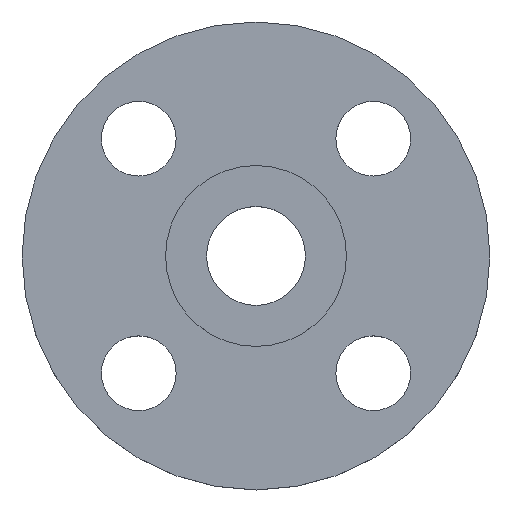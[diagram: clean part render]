
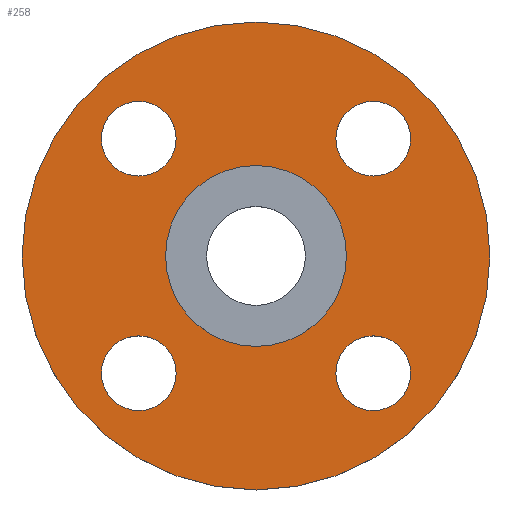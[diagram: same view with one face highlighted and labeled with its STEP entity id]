
A CAD part, top view. The second image highlights one B-rep face of the part: STEP entity #258.
In plain terms, the highlighted planar face has unit normal (0, 0, 1).
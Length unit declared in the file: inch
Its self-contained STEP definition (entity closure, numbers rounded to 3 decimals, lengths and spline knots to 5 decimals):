
#12 = EDGE_CURVE ( 'NONE', #342, #47, #181, .T. ) ;
#16 = CIRCLE ( 'NONE', #216, 0.31 ) ;
#19 = EDGE_CURVE ( 'NONE', #483, #454, #168, .T. ) ;
#23 = DIRECTION ( 'NONE',  ( 0., -1., 0. ) ) ;
#29 = DIRECTION ( 'NONE',  ( 0., 0., 1. ) ) ;
#33 = EDGE_CURVE ( 'NONE', #492, #395, #606, .T. ) ;
#47 = VERTEX_POINT ( 'NONE', #516 ) ;
#49 = EDGE_CURVE ( 'NONE', #402, #674, #687, .T. ) ;
#51 = CARTESIAN_POINT ( 'NONE',  ( 0., 0., -0.0625 ) ) ;
#52 = AXIS2_PLACEMENT_3D ( 'NONE', #122, #417, #663 ) ;
#57 = PLANE ( 'NONE',  #585 ) ;
#59 = DIRECTION ( 'NONE',  ( 1., 0., 0. ) ) ;
#62 = CARTESIAN_POINT ( 'NONE',  ( 0., 0., -0.0625 ) ) ;
#72 = CIRCLE ( 'NONE', #786, 0.31 ) ;
#80 = ORIENTED_EDGE ( 'NONE', *, *, #569, .F. ) ;
#93 = DIRECTION ( 'NONE',  ( 0., 1., 0. ) ) ;
#102 = AXIS2_PLACEMENT_3D ( 'NONE', #223, #664, #469 ) ;
#104 = EDGE_LOOP ( 'NONE', ( #173, #558 ) ) ;
#108 = CIRCLE ( 'NONE', #310, 0.31 ) ;
#122 = CARTESIAN_POINT ( 'NONE',  ( 0., 0., -0.0625 ) ) ;
#127 = ORIENTED_EDGE ( 'NONE', *, *, #767, .F. ) ;
#131 = EDGE_CURVE ( 'NONE', #395, #492, #16, .T. ) ;
#138 = VERTEX_POINT ( 'NONE', #219 ) ;
#140 = CARTESIAN_POINT ( 'NONE',  ( 1.28227, 0.97227, -0.0625 ) ) ;
#145 = CIRCLE ( 'NONE', #52, 0.75 ) ;
#148 = EDGE_LOOP ( 'NONE', ( #183, #623 ) ) ;
#155 = AXIS2_PLACEMENT_3D ( 'NONE', #205, #264, #93 ) ;
#160 = DIRECTION ( 'NONE',  ( 1., 0., 0. ) ) ;
#162 = DIRECTION ( 'NONE',  ( 1., 0., 0. ) ) ;
#168 = CIRCLE ( 'NONE', #620, 0.31 ) ;
#173 = ORIENTED_EDGE ( 'NONE', *, *, #131, .F. ) ;
#175 = CARTESIAN_POINT ( 'NONE',  ( 0.97227, -0.66227, -0.0625 ) ) ;
#181 = CIRCLE ( 'NONE', #155, 0.31 ) ;
#183 = ORIENTED_EDGE ( 'NONE', *, *, #628, .T. ) ;
#185 = EDGE_CURVE ( 'NONE', #47, #342, #688, .T. ) ;
#188 = DIRECTION ( 'NONE',  ( 1., 0., 0. ) ) ;
#196 = EDGE_CURVE ( 'NONE', #138, #548, #489, .T. ) ;
#205 = CARTESIAN_POINT ( 'NONE',  ( -0.97227, 0.97227, -0.0625 ) ) ;
#212 = CARTESIAN_POINT ( 'NONE',  ( -0.97227, -0.97227, -0.0625 ) ) ;
#213 = DIRECTION ( 'NONE',  ( 0., 0., 1. ) ) ;
#214 = EDGE_LOOP ( 'NONE', ( #749, #127 ) ) ;
#216 = AXIS2_PLACEMENT_3D ( 'NONE', #753, #524, #771 ) ;
#219 = CARTESIAN_POINT ( 'NONE',  ( -1.94, 0., -0.0625 ) ) ;
#223 = CARTESIAN_POINT ( 'NONE',  ( -0.97227, 0.97227, -0.0625 ) ) ;
#225 = DIRECTION ( 'NONE',  ( -1., 0., 0. ) ) ;
#226 = FACE_OUTER_BOUND ( 'NONE', #148, .T. ) ;
#233 = CARTESIAN_POINT ( 'NONE',  ( 0., 0., -0.0625 ) ) ;
#242 = AXIS2_PLACEMENT_3D ( 'NONE', #575, #453, #162 ) ;
#256 = DIRECTION ( 'NONE',  ( 0., -1., 0. ) ) ;
#258 = ADVANCED_FACE ( 'NONE', ( #429, #531, #409, #785, #730, #226 ), #57, .T. ) ;
#264 = DIRECTION ( 'NONE',  ( 0., 0., 1. ) ) ;
#268 = CARTESIAN_POINT ( 'NONE',  ( -0.97227, -0.97227, -0.0625 ) ) ;
#278 = AXIS2_PLACEMENT_3D ( 'NONE', #397, #213, #23 ) ;
#279 = CARTESIAN_POINT ( 'NONE',  ( -1.28227, -0.97227, -0.0625 ) ) ;
#285 = ORIENTED_EDGE ( 'NONE', *, *, #185, .F. ) ;
#300 = ORIENTED_EDGE ( 'NONE', *, *, #520, .T. ) ;
#304 = CARTESIAN_POINT ( 'NONE',  ( -0.75, 0., -0.0625 ) ) ;
#310 = AXIS2_PLACEMENT_3D ( 'NONE', #212, #776, #225 ) ;
#312 = ORIENTED_EDGE ( 'NONE', *, *, #744, .T. ) ;
#317 = CARTESIAN_POINT ( 'NONE',  ( 0.97227, -0.97227, -0.0625 ) ) ;
#319 = VERTEX_POINT ( 'NONE', #304 ) ;
#322 = DIRECTION ( 'NONE',  ( 0., 0., 1. ) ) ;
#330 = CIRCLE ( 'NONE', #679, 0.75 ) ;
#342 = VERTEX_POINT ( 'NONE', #641 ) ;
#395 = VERTEX_POINT ( 'NONE', #140 ) ;
#396 = DIRECTION ( 'NONE',  ( 0., 0., -1. ) ) ;
#397 = CARTESIAN_POINT ( 'NONE',  ( 0.97227, -0.97227, -0.0625 ) ) ;
#402 = VERTEX_POINT ( 'NONE', #633 ) ;
#409 = FACE_BOUND ( 'NONE', #643, .T. ) ;
#417 = DIRECTION ( 'NONE',  ( 0., 0., -1. ) ) ;
#426 = EDGE_LOOP ( 'NONE', ( #300, #312 ) ) ;
#429 = FACE_BOUND ( 'NONE', #214, .T. ) ;
#445 = AXIS2_PLACEMENT_3D ( 'NONE', #51, #669, #599 ) ;
#450 = ORIENTED_EDGE ( 'NONE', *, *, #19, .F. ) ;
#453 = DIRECTION ( 'NONE',  ( 0., 0., 1. ) ) ;
#454 = VERTEX_POINT ( 'NONE', #544 ) ;
#457 = CARTESIAN_POINT ( 'NONE',  ( 0.75, 0., -0.0625 ) ) ;
#469 = DIRECTION ( 'NONE',  ( 0., 1., 0. ) ) ;
#483 = VERTEX_POINT ( 'NONE', #279 ) ;
#489 = CIRCLE ( 'NONE', #445, 1.94 ) ;
#492 = VERTEX_POINT ( 'NONE', #523 ) ;
#513 = EDGE_LOOP ( 'NONE', ( #450, #80 ) ) ;
#516 = CARTESIAN_POINT ( 'NONE',  ( -0.97227, 1.28227, -0.0625 ) ) ;
#520 = EDGE_CURVE ( 'NONE', #576, #319, #330, .T. ) ;
#523 = CARTESIAN_POINT ( 'NONE',  ( 0.66227, 0.97227, -0.0625 ) ) ;
#524 = DIRECTION ( 'NONE',  ( 0., 0., 1. ) ) ;
#531 = FACE_BOUND ( 'NONE', #513, .T. ) ;
#540 = CIRCLE ( 'NONE', #726, 1.94 ) ;
#544 = CARTESIAN_POINT ( 'NONE',  ( -0.66227, -0.97227, -0.0625 ) ) ;
#548 = VERTEX_POINT ( 'NONE', #713 ) ;
#558 = ORIENTED_EDGE ( 'NONE', *, *, #33, .F. ) ;
#569 = EDGE_CURVE ( 'NONE', #454, #483, #108, .T. ) ;
#575 = CARTESIAN_POINT ( 'NONE',  ( 0.97227, 0.97227, -0.0625 ) ) ;
#576 = VERTEX_POINT ( 'NONE', #457 ) ;
#585 = AXIS2_PLACEMENT_3D ( 'NONE', #233, #673, #59 ) ;
#592 = CARTESIAN_POINT ( 'NONE',  ( 0., 0., -0.0625 ) ) ;
#599 = DIRECTION ( 'NONE',  ( 1., 0., 0. ) ) ;
#606 = CIRCLE ( 'NONE', #242, 0.31 ) ;
#620 = AXIS2_PLACEMENT_3D ( 'NONE', #268, #29, #646 ) ;
#623 = ORIENTED_EDGE ( 'NONE', *, *, #196, .T. ) ;
#628 = EDGE_CURVE ( 'NONE', #548, #138, #540, .T. ) ;
#633 = CARTESIAN_POINT ( 'NONE',  ( 0.97227, -1.28227, -0.0625 ) ) ;
#641 = CARTESIAN_POINT ( 'NONE',  ( -0.97227, 0.66227, -0.0625 ) ) ;
#643 = EDGE_LOOP ( 'NONE', ( #285, #746 ) ) ;
#646 = DIRECTION ( 'NONE',  ( -1., 0., 0. ) ) ;
#663 = DIRECTION ( 'NONE',  ( 1., 0., 0. ) ) ;
#664 = DIRECTION ( 'NONE',  ( 0., 0., 1. ) ) ;
#669 = DIRECTION ( 'NONE',  ( 0., 0., 1. ) ) ;
#671 = DIRECTION ( 'NONE',  ( 0., 0., 1. ) ) ;
#673 = DIRECTION ( 'NONE',  ( 0., 0., 1. ) ) ;
#674 = VERTEX_POINT ( 'NONE', #175 ) ;
#679 = AXIS2_PLACEMENT_3D ( 'NONE', #592, #396, #160 ) ;
#687 = CIRCLE ( 'NONE', #278, 0.31 ) ;
#688 = CIRCLE ( 'NONE', #102, 0.31 ) ;
#713 = CARTESIAN_POINT ( 'NONE',  ( 1.94, 0., -0.0625 ) ) ;
#726 = AXIS2_PLACEMENT_3D ( 'NONE', #62, #671, #188 ) ;
#730 = FACE_BOUND ( 'NONE', #426, .T. ) ;
#744 = EDGE_CURVE ( 'NONE', #319, #576, #145, .T. ) ;
#746 = ORIENTED_EDGE ( 'NONE', *, *, #12, .F. ) ;
#749 = ORIENTED_EDGE ( 'NONE', *, *, #49, .F. ) ;
#753 = CARTESIAN_POINT ( 'NONE',  ( 0.97227, 0.97227, -0.0625 ) ) ;
#767 = EDGE_CURVE ( 'NONE', #674, #402, #72, .T. ) ;
#771 = DIRECTION ( 'NONE',  ( 1., 0., 0. ) ) ;
#776 = DIRECTION ( 'NONE',  ( 0., 0., 1. ) ) ;
#785 = FACE_BOUND ( 'NONE', #104, .T. ) ;
#786 = AXIS2_PLACEMENT_3D ( 'NONE', #317, #322, #256 ) ;
